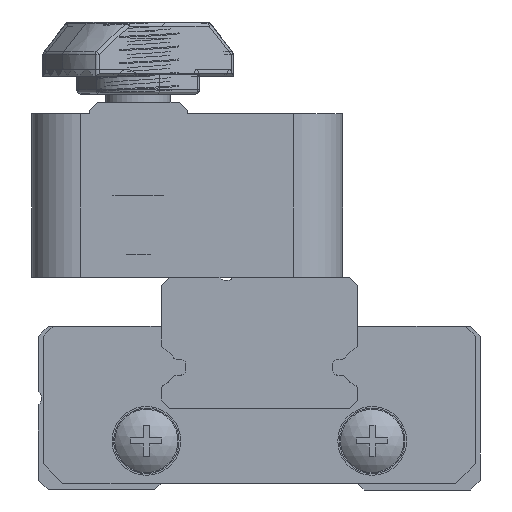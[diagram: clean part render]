
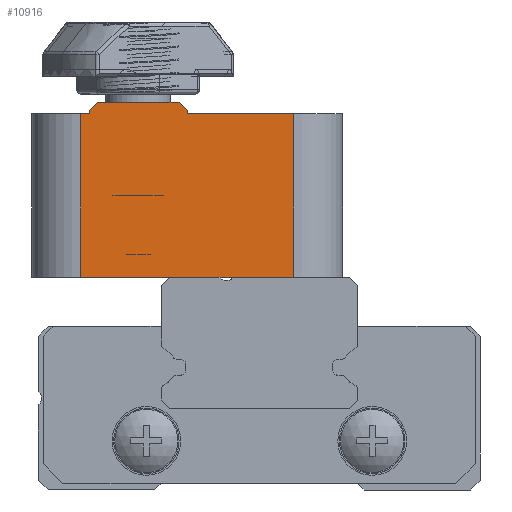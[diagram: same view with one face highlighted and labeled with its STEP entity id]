
A CAD part, left-side view. The second image highlights one B-rep face of the part: STEP entity #10916.
In plain terms, the highlighted planar face has unit normal (-1, 0, 0).
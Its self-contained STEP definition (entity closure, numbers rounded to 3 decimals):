
#694=PLANE('',#12305);
#1378=FACE_OUTER_BOUND('',#2008,.T.);
#2008=EDGE_LOOP('',(#9181,#9182,#9183,#9184,#9185,#9186,#9187,#9188,#9189,
#9190));
#3376=LINE('',#18277,#4288);
#3377=LINE('',#18280,#4289);
#3380=LINE('',#18287,#4292);
#3386=LINE('',#18302,#4298);
#3387=LINE('',#18305,#4299);
#3388=LINE('',#18307,#4300);
#3389=LINE('',#18309,#4301);
#3390=LINE('',#18310,#4302);
#3391=LINE('',#18312,#4303);
#3392=LINE('',#18313,#4304);
#4288=VECTOR('',#14932,10.);
#4289=VECTOR('',#14935,10.);
#4292=VECTOR('',#14940,10.);
#4298=VECTOR('',#14952,10.);
#4299=VECTOR('',#14955,10.);
#4300=VECTOR('',#14956,10.);
#4301=VECTOR('',#14957,10.);
#4302=VECTOR('',#14958,10.);
#4303=VECTOR('',#14959,10.);
#4304=VECTOR('',#14960,10.);
#5231=VERTEX_POINT('',#18270);
#5234=VERTEX_POINT('',#18275);
#5235=VERTEX_POINT('',#18279);
#5237=VERTEX_POINT('',#18285);
#5238=VERTEX_POINT('',#18286);
#5244=VERTEX_POINT('',#18300);
#5245=VERTEX_POINT('',#18304);
#5246=VERTEX_POINT('',#18306);
#5247=VERTEX_POINT('',#18308);
#5248=VERTEX_POINT('',#18311);
#6587=EDGE_CURVE('',#5234,#5231,#3376,.T.);
#6588=EDGE_CURVE('',#5231,#5235,#3377,.T.);
#6591=EDGE_CURVE('',#5237,#5238,#3380,.T.);
#6599=EDGE_CURVE('',#5244,#5234,#3386,.T.);
#6600=EDGE_CURVE('',#5244,#5245,#3387,.T.);
#6601=EDGE_CURVE('',#5245,#5246,#3388,.T.);
#6602=EDGE_CURVE('',#5246,#5247,#3389,.T.);
#6603=EDGE_CURVE('',#5238,#5247,#3390,.T.);
#6604=EDGE_CURVE('',#5237,#5248,#3391,.T.);
#6605=EDGE_CURVE('',#5235,#5248,#3392,.T.);
#9181=ORIENTED_EDGE('',*,*,#6587,.F.);
#9182=ORIENTED_EDGE('',*,*,#6599,.F.);
#9183=ORIENTED_EDGE('',*,*,#6600,.T.);
#9184=ORIENTED_EDGE('',*,*,#6601,.T.);
#9185=ORIENTED_EDGE('',*,*,#6602,.T.);
#9186=ORIENTED_EDGE('',*,*,#6603,.F.);
#9187=ORIENTED_EDGE('',*,*,#6591,.F.);
#9188=ORIENTED_EDGE('',*,*,#6604,.T.);
#9189=ORIENTED_EDGE('',*,*,#6605,.F.);
#9190=ORIENTED_EDGE('',*,*,#6588,.F.);
#10916=ADVANCED_FACE('',(#1378),#694,.F.);
#12305=AXIS2_PLACEMENT_3D('',#18303,#14953,#14954);
#14932=DIRECTION('',(0.,0.,1.));
#14935=DIRECTION('',(0.,-0.707,0.707));
#14940=DIRECTION('',(0.,0.,-1.));
#14952=DIRECTION('',(0.,-1.,0.));
#14953=DIRECTION('center_axis',(1.,0.,0.));
#14954=DIRECTION('ref_axis',(0.,-1.,0.));
#14955=DIRECTION('',(0.,0.,-1.));
#14956=DIRECTION('',(0.,-1.,0.));
#14957=DIRECTION('',(0.,0.,1.));
#14958=DIRECTION('',(0.,-1.,0.));
#14959=DIRECTION('',(0.,0.707,0.707));
#14960=DIRECTION('',(0.,-1.,0.));
#18270=CARTESIAN_POINT('',(155.434,15.5,0.2));
#18275=CARTESIAN_POINT('',(155.434,15.5,0.));
#18277=CARTESIAN_POINT('',(155.434,15.5,0.));
#18279=CARTESIAN_POINT('',(155.434,15.,0.7));
#18280=CARTESIAN_POINT('',(155.434,16.375,-0.675));
#18285=CARTESIAN_POINT('',(155.434,9.5,0.2));
#18286=CARTESIAN_POINT('',(155.434,9.5,0.));
#18287=CARTESIAN_POINT('',(155.434,9.5,0.));
#18300=CARTESIAN_POINT('',(155.434,16.,0.));
#18302=CARTESIAN_POINT('',(155.434,19.,0.));
#18303=CARTESIAN_POINT('Origin',(155.434,19.,0.));
#18304=CARTESIAN_POINT('',(155.434,16.,-10.));
#18305=CARTESIAN_POINT('',(155.434,16.,0.));
#18306=CARTESIAN_POINT('',(155.434,3.,-10.));
#18307=CARTESIAN_POINT('',(155.434,19.,-10.));
#18308=CARTESIAN_POINT('',(155.434,3.,0.));
#18309=CARTESIAN_POINT('',(155.434,3.,0.));
#18310=CARTESIAN_POINT('',(155.434,19.,0.));
#18311=CARTESIAN_POINT('',(155.434,10.,0.7));
#18312=CARTESIAN_POINT('',(155.434,11.875,2.575));
#18313=CARTESIAN_POINT('',(155.434,15.75,0.7));
